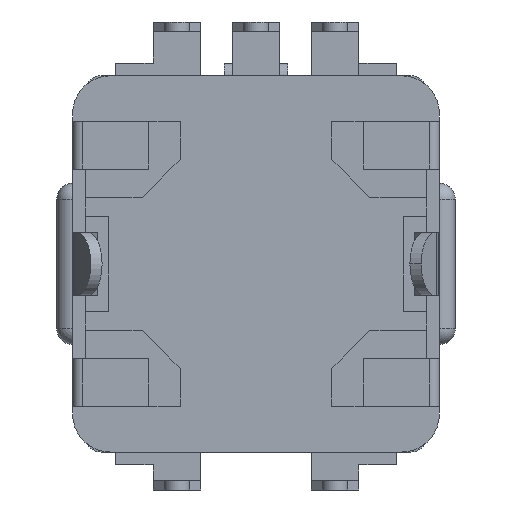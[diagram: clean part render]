
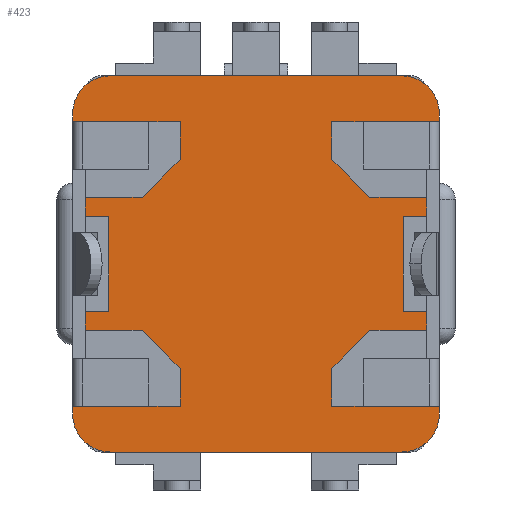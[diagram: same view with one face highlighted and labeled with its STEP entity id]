
A CAD part, front view. The second image highlights one B-rep face of the part: STEP entity #423.
In plain terms, the highlighted planar face has unit normal (0, -1, 0).
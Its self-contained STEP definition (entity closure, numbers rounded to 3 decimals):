
#206 = VERTEX_POINT('',#207);
#207 = CARTESIAN_POINT('',(4.6,0.,-5.95));
#213 = EDGE_CURVE('',#206,#214,#216,.T.);
#214 = VERTEX_POINT('',#215);
#215 = CARTESIAN_POINT('',(-4.6,0.,-5.95));
#216 = LINE('',#217,#218);
#217 = CARTESIAN_POINT('',(-5.8,0.,-5.95));
#218 = VECTOR('',#219,1.);
#219 = DIRECTION('',(-1.,-0.,-0.));
#353 = EDGE_CURVE('',#354,#356,#358,.T.);
#354 = VERTEX_POINT('',#355);
#355 = CARTESIAN_POINT('',(-4.6,0.,5.95));
#356 = VERTEX_POINT('',#357);
#357 = CARTESIAN_POINT('',(4.6,0.,5.95));
#358 = LINE('',#359,#360);
#359 = CARTESIAN_POINT('',(-5.8,0.,5.95));
#360 = VECTOR('',#361,1.);
#361 = DIRECTION('',(1.,0.,0.));
#423 = ADVANCED_FACE('',(#424),#700,.F.);
#424 = FACE_BOUND('',#425,.T.);
#425 = EDGE_LOOP('',(#426,#436,#443,#444,#453,#461,#469,#477,#485,#493,
    #501,#509,#517,#525,#533,#541,#549,#557,#565,#573,#580,#581,#590,
    #598,#606,#614,#622,#630,#638,#646,#654,#662,#670,#678,#686,#694));
#426 = ORIENTED_EDGE('',*,*,#427,.F.);
#427 = EDGE_CURVE('',#428,#430,#432,.T.);
#428 = VERTEX_POINT('',#429);
#429 = CARTESIAN_POINT('',(5.8,0.,4.75));
#430 = VERTEX_POINT('',#431);
#431 = CARTESIAN_POINT('',(5.8,0.,4.5));
#432 = LINE('',#433,#434);
#433 = CARTESIAN_POINT('',(5.8,0.,-5.95));
#434 = VECTOR('',#435,1.);
#435 = DIRECTION('',(0.,-0.,-1.));
#436 = ORIENTED_EDGE('',*,*,#437,.T.);
#437 = EDGE_CURVE('',#428,#356,#438,.T.);
#438 = CIRCLE('',#439,1.2);
#439 = AXIS2_PLACEMENT_3D('',#440,#441,#442);
#440 = CARTESIAN_POINT('',(4.6,0.,4.75));
#441 = DIRECTION('',(0.,-1.,0.));
#442 = DIRECTION('',(0.,0.,1.));
#443 = ORIENTED_EDGE('',*,*,#353,.F.);
#444 = ORIENTED_EDGE('',*,*,#445,.T.);
#445 = EDGE_CURVE('',#354,#446,#448,.T.);
#446 = VERTEX_POINT('',#447);
#447 = CARTESIAN_POINT('',(-5.8,0.,4.75));
#448 = CIRCLE('',#449,1.2);
#449 = AXIS2_PLACEMENT_3D('',#450,#451,#452);
#450 = CARTESIAN_POINT('',(-4.6,0.,4.75));
#451 = DIRECTION('',(0.,-1.,0.));
#452 = DIRECTION('',(0.,0.,1.));
#453 = ORIENTED_EDGE('',*,*,#454,.F.);
#454 = EDGE_CURVE('',#455,#446,#457,.T.);
#455 = VERTEX_POINT('',#456);
#456 = CARTESIAN_POINT('',(-5.8,0.,4.5));
#457 = LINE('',#458,#459);
#458 = CARTESIAN_POINT('',(-5.8,0.,-5.95));
#459 = VECTOR('',#460,1.);
#460 = DIRECTION('',(0.,0.,1.));
#461 = ORIENTED_EDGE('',*,*,#462,.T.);
#462 = EDGE_CURVE('',#455,#463,#465,.T.);
#463 = VERTEX_POINT('',#464);
#464 = CARTESIAN_POINT('',(-2.4,0.,4.5));
#465 = LINE('',#466,#467);
#466 = CARTESIAN_POINT('',(0.,0.,4.5));
#467 = VECTOR('',#468,1.);
#468 = DIRECTION('',(1.,-0.,0.));
#469 = ORIENTED_EDGE('',*,*,#470,.F.);
#470 = EDGE_CURVE('',#471,#463,#473,.T.);
#471 = VERTEX_POINT('',#472);
#472 = CARTESIAN_POINT('',(-2.4,0.,3.3));
#473 = LINE('',#474,#475);
#474 = CARTESIAN_POINT('',(-2.4,0.,4.5));
#475 = VECTOR('',#476,1.);
#476 = DIRECTION('',(-0.,-0.,1.));
#477 = ORIENTED_EDGE('',*,*,#478,.F.);
#478 = EDGE_CURVE('',#479,#471,#481,.T.);
#479 = VERTEX_POINT('',#480);
#480 = CARTESIAN_POINT('',(-3.6,0.,2.1));
#481 = LINE('',#482,#483);
#482 = CARTESIAN_POINT('',(-2.4,0.,3.3));
#483 = VECTOR('',#484,1.);
#484 = DIRECTION('',(0.707,-0.,0.707));
#485 = ORIENTED_EDGE('',*,*,#486,.F.);
#486 = EDGE_CURVE('',#487,#479,#489,.T.);
#487 = VERTEX_POINT('',#488);
#488 = CARTESIAN_POINT('',(-5.4,0.,2.1));
#489 = LINE('',#490,#491);
#490 = CARTESIAN_POINT('',(-3.6,0.,2.1));
#491 = VECTOR('',#492,1.);
#492 = DIRECTION('',(1.,-0.,0.));
#493 = ORIENTED_EDGE('',*,*,#494,.T.);
#494 = EDGE_CURVE('',#487,#495,#497,.T.);
#495 = VERTEX_POINT('',#496);
#496 = CARTESIAN_POINT('',(-5.4,0.,1.5));
#497 = LINE('',#498,#499);
#498 = CARTESIAN_POINT('',(-5.4,0.,0.));
#499 = VECTOR('',#500,1.);
#500 = DIRECTION('',(-0.,0.,-1.));
#501 = ORIENTED_EDGE('',*,*,#502,.F.);
#502 = EDGE_CURVE('',#503,#495,#505,.T.);
#503 = VERTEX_POINT('',#504);
#504 = CARTESIAN_POINT('',(-4.664,0.,1.5));
#505 = LINE('',#506,#507);
#506 = CARTESIAN_POINT('',(-5.4,0.,1.5));
#507 = VECTOR('',#508,1.);
#508 = DIRECTION('',(-1.,-0.,-0.));
#509 = ORIENTED_EDGE('',*,*,#510,.F.);
#510 = EDGE_CURVE('',#511,#503,#513,.T.);
#511 = VERTEX_POINT('',#512);
#512 = CARTESIAN_POINT('',(-4.664,0.,-1.5));
#513 = LINE('',#514,#515);
#514 = CARTESIAN_POINT('',(-4.664,0.,1.5));
#515 = VECTOR('',#516,1.);
#516 = DIRECTION('',(0.,-0.,1.));
#517 = ORIENTED_EDGE('',*,*,#518,.F.);
#518 = EDGE_CURVE('',#519,#511,#521,.T.);
#519 = VERTEX_POINT('',#520);
#520 = CARTESIAN_POINT('',(-5.4,0.,-1.5));
#521 = LINE('',#522,#523);
#522 = CARTESIAN_POINT('',(-4.664,0.,-1.5));
#523 = VECTOR('',#524,1.);
#524 = DIRECTION('',(1.,-0.,-0.));
#525 = ORIENTED_EDGE('',*,*,#526,.T.);
#526 = EDGE_CURVE('',#519,#527,#529,.T.);
#527 = VERTEX_POINT('',#528);
#528 = CARTESIAN_POINT('',(-5.4,0.,-2.1));
#529 = LINE('',#530,#531);
#530 = CARTESIAN_POINT('',(-5.4,0.,0.));
#531 = VECTOR('',#532,1.);
#532 = DIRECTION('',(-0.,0.,-1.));
#533 = ORIENTED_EDGE('',*,*,#534,.F.);
#534 = EDGE_CURVE('',#535,#527,#537,.T.);
#535 = VERTEX_POINT('',#536);
#536 = CARTESIAN_POINT('',(-3.6,0.,-2.1));
#537 = LINE('',#538,#539);
#538 = CARTESIAN_POINT('',(-3.6,0.,-2.1));
#539 = VECTOR('',#540,1.);
#540 = DIRECTION('',(-1.,0.,0.));
#541 = ORIENTED_EDGE('',*,*,#542,.F.);
#542 = EDGE_CURVE('',#543,#535,#545,.T.);
#543 = VERTEX_POINT('',#544);
#544 = CARTESIAN_POINT('',(-2.4,0.,-3.3));
#545 = LINE('',#546,#547);
#546 = CARTESIAN_POINT('',(-2.4,0.,-3.3));
#547 = VECTOR('',#548,1.);
#548 = DIRECTION('',(-0.707,0.,0.707));
#549 = ORIENTED_EDGE('',*,*,#550,.F.);
#550 = EDGE_CURVE('',#551,#543,#553,.T.);
#551 = VERTEX_POINT('',#552);
#552 = CARTESIAN_POINT('',(-2.4,0.,-4.5));
#553 = LINE('',#554,#555);
#554 = CARTESIAN_POINT('',(-2.4,0.,-4.5));
#555 = VECTOR('',#556,1.);
#556 = DIRECTION('',(0.,0.,1.));
#557 = ORIENTED_EDGE('',*,*,#558,.T.);
#558 = EDGE_CURVE('',#551,#559,#561,.T.);
#559 = VERTEX_POINT('',#560);
#560 = CARTESIAN_POINT('',(-5.8,0.,-4.5));
#561 = LINE('',#562,#563);
#562 = CARTESIAN_POINT('',(0.,0.,-4.5));
#563 = VECTOR('',#564,1.);
#564 = DIRECTION('',(-1.,0.,0.));
#565 = ORIENTED_EDGE('',*,*,#566,.F.);
#566 = EDGE_CURVE('',#567,#559,#569,.T.);
#567 = VERTEX_POINT('',#568);
#568 = CARTESIAN_POINT('',(-5.8,0.,-4.75));
#569 = LINE('',#570,#571);
#570 = CARTESIAN_POINT('',(-5.8,0.,-5.95));
#571 = VECTOR('',#572,1.);
#572 = DIRECTION('',(0.,0.,1.));
#573 = ORIENTED_EDGE('',*,*,#574,.T.);
#574 = EDGE_CURVE('',#567,#214,#575,.T.);
#575 = CIRCLE('',#576,1.2);
#576 = AXIS2_PLACEMENT_3D('',#577,#578,#579);
#577 = CARTESIAN_POINT('',(-4.6,0.,-4.75));
#578 = DIRECTION('',(0.,-1.,0.));
#579 = DIRECTION('',(0.,0.,1.));
#580 = ORIENTED_EDGE('',*,*,#213,.F.);
#581 = ORIENTED_EDGE('',*,*,#582,.T.);
#582 = EDGE_CURVE('',#206,#583,#585,.T.);
#583 = VERTEX_POINT('',#584);
#584 = CARTESIAN_POINT('',(5.8,0.,-4.75));
#585 = CIRCLE('',#586,1.2);
#586 = AXIS2_PLACEMENT_3D('',#587,#588,#589);
#587 = CARTESIAN_POINT('',(4.6,0.,-4.75));
#588 = DIRECTION('',(0.,-1.,0.));
#589 = DIRECTION('',(0.,0.,1.));
#590 = ORIENTED_EDGE('',*,*,#591,.F.);
#591 = EDGE_CURVE('',#592,#583,#594,.T.);
#592 = VERTEX_POINT('',#593);
#593 = CARTESIAN_POINT('',(5.8,0.,-4.5));
#594 = LINE('',#595,#596);
#595 = CARTESIAN_POINT('',(5.8,0.,-5.95));
#596 = VECTOR('',#597,1.);
#597 = DIRECTION('',(0.,-0.,-1.));
#598 = ORIENTED_EDGE('',*,*,#599,.T.);
#599 = EDGE_CURVE('',#592,#600,#602,.T.);
#600 = VERTEX_POINT('',#601);
#601 = CARTESIAN_POINT('',(2.4,0.,-4.5));
#602 = LINE('',#603,#604);
#603 = CARTESIAN_POINT('',(0.,0.,-4.5));
#604 = VECTOR('',#605,1.);
#605 = DIRECTION('',(-1.,0.,0.));
#606 = ORIENTED_EDGE('',*,*,#607,.T.);
#607 = EDGE_CURVE('',#600,#608,#610,.T.);
#608 = VERTEX_POINT('',#609);
#609 = CARTESIAN_POINT('',(2.4,0.,-3.3));
#610 = LINE('',#611,#612);
#611 = CARTESIAN_POINT('',(2.4,0.,-4.5));
#612 = VECTOR('',#613,1.);
#613 = DIRECTION('',(0.,0.,1.));
#614 = ORIENTED_EDGE('',*,*,#615,.T.);
#615 = EDGE_CURVE('',#608,#616,#618,.T.);
#616 = VERTEX_POINT('',#617);
#617 = CARTESIAN_POINT('',(3.6,0.,-2.1));
#618 = LINE('',#619,#620);
#619 = CARTESIAN_POINT('',(2.4,0.,-3.3));
#620 = VECTOR('',#621,1.);
#621 = DIRECTION('',(0.707,0.,0.707));
#622 = ORIENTED_EDGE('',*,*,#623,.T.);
#623 = EDGE_CURVE('',#616,#624,#626,.T.);
#624 = VERTEX_POINT('',#625);
#625 = CARTESIAN_POINT('',(5.4,0.,-2.1));
#626 = LINE('',#627,#628);
#627 = CARTESIAN_POINT('',(3.6,0.,-2.1));
#628 = VECTOR('',#629,1.);
#629 = DIRECTION('',(1.,0.,0.));
#630 = ORIENTED_EDGE('',*,*,#631,.T.);
#631 = EDGE_CURVE('',#624,#632,#634,.T.);
#632 = VERTEX_POINT('',#633);
#633 = CARTESIAN_POINT('',(5.4,0.,-1.5));
#634 = LINE('',#635,#636);
#635 = CARTESIAN_POINT('',(5.4,0.,0.));
#636 = VECTOR('',#637,1.);
#637 = DIRECTION('',(0.,-0.,1.));
#638 = ORIENTED_EDGE('',*,*,#639,.T.);
#639 = EDGE_CURVE('',#632,#640,#642,.T.);
#640 = VERTEX_POINT('',#641);
#641 = CARTESIAN_POINT('',(4.664,0.,-1.5));
#642 = LINE('',#643,#644);
#643 = CARTESIAN_POINT('',(4.664,0.,-1.5));
#644 = VECTOR('',#645,1.);
#645 = DIRECTION('',(-1.,0.,0.));
#646 = ORIENTED_EDGE('',*,*,#647,.T.);
#647 = EDGE_CURVE('',#640,#648,#650,.T.);
#648 = VERTEX_POINT('',#649);
#649 = CARTESIAN_POINT('',(4.664,0.,1.5));
#650 = LINE('',#651,#652);
#651 = CARTESIAN_POINT('',(4.664,0.,1.5));
#652 = VECTOR('',#653,1.);
#653 = DIRECTION('',(0.,0.,1.));
#654 = ORIENTED_EDGE('',*,*,#655,.T.);
#655 = EDGE_CURVE('',#648,#656,#658,.T.);
#656 = VERTEX_POINT('',#657);
#657 = CARTESIAN_POINT('',(5.4,0.,1.5));
#658 = LINE('',#659,#660);
#659 = CARTESIAN_POINT('',(5.4,0.,1.5));
#660 = VECTOR('',#661,1.);
#661 = DIRECTION('',(1.,-0.,-0.));
#662 = ORIENTED_EDGE('',*,*,#663,.T.);
#663 = EDGE_CURVE('',#656,#664,#666,.T.);
#664 = VERTEX_POINT('',#665);
#665 = CARTESIAN_POINT('',(5.4,0.,2.1));
#666 = LINE('',#667,#668);
#667 = CARTESIAN_POINT('',(5.4,0.,0.));
#668 = VECTOR('',#669,1.);
#669 = DIRECTION('',(0.,-0.,1.));
#670 = ORIENTED_EDGE('',*,*,#671,.T.);
#671 = EDGE_CURVE('',#664,#672,#674,.T.);
#672 = VERTEX_POINT('',#673);
#673 = CARTESIAN_POINT('',(3.6,0.,2.1));
#674 = LINE('',#675,#676);
#675 = CARTESIAN_POINT('',(3.6,0.,2.1));
#676 = VECTOR('',#677,1.);
#677 = DIRECTION('',(-1.,0.,0.));
#678 = ORIENTED_EDGE('',*,*,#679,.T.);
#679 = EDGE_CURVE('',#672,#680,#682,.T.);
#680 = VERTEX_POINT('',#681);
#681 = CARTESIAN_POINT('',(2.4,0.,3.3));
#682 = LINE('',#683,#684);
#683 = CARTESIAN_POINT('',(2.4,0.,3.3));
#684 = VECTOR('',#685,1.);
#685 = DIRECTION('',(-0.707,0.,0.707));
#686 = ORIENTED_EDGE('',*,*,#687,.T.);
#687 = EDGE_CURVE('',#680,#688,#690,.T.);
#688 = VERTEX_POINT('',#689);
#689 = CARTESIAN_POINT('',(2.4,0.,4.5));
#690 = LINE('',#691,#692);
#691 = CARTESIAN_POINT('',(2.4,0.,4.5));
#692 = VECTOR('',#693,1.);
#693 = DIRECTION('',(0.,0.,1.));
#694 = ORIENTED_EDGE('',*,*,#695,.T.);
#695 = EDGE_CURVE('',#688,#430,#696,.T.);
#696 = LINE('',#697,#698);
#697 = CARTESIAN_POINT('',(0.,0.,4.5));
#698 = VECTOR('',#699,1.);
#699 = DIRECTION('',(1.,0.,0.));
#700 = PLANE('',#701);
#701 = AXIS2_PLACEMENT_3D('',#702,#703,#704);
#702 = CARTESIAN_POINT('',(0.,0.,0.));
#703 = DIRECTION('',(0.,1.,0.));
#704 = DIRECTION('',(0.,-0.,1.));
